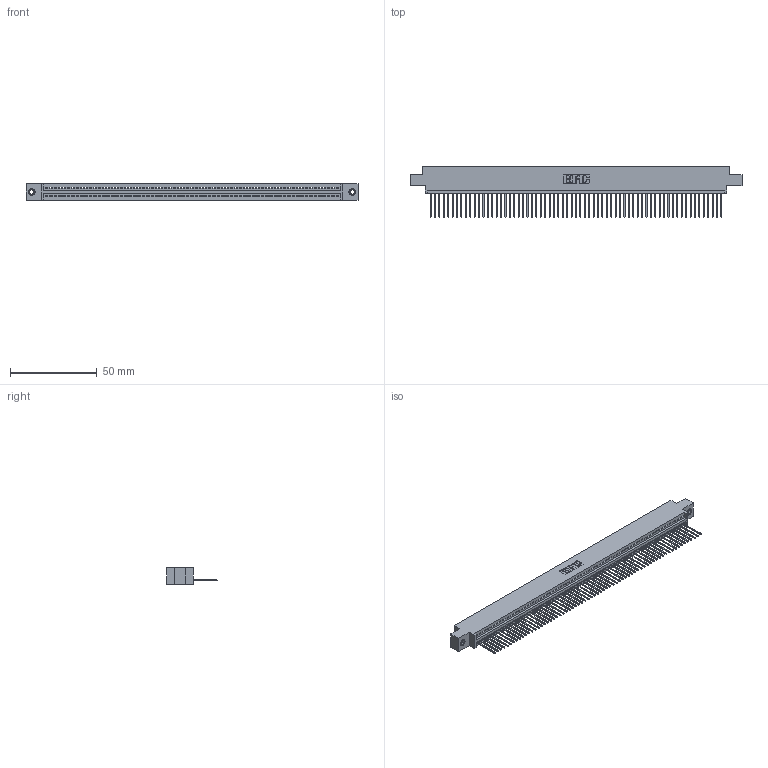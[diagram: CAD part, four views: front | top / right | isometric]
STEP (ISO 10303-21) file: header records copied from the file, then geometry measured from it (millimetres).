
FILE_DESCRIPTION (( 'STEP AP203' ), '1' );
FILE_NAME ('345-067-540-607.STEP', '2019-10-12T01:54:30', ( '' ), ( '' ), 'SwSTEP 2.0', 'SolidWorks 2016', '' );
FILE_SCHEMA (( 'CONFIG_CONTROL_DESIGN' ));
Length unit declared in the file: inch
Products named in the file (4): 345 Part_0.170 Offset - 0.156 Dia-TI; 345-250-001_345-250-005-103; 345-292-001_345-293-140; 345-067-540-607
Assembly tree (70 placements, depth 2):
  345-067-540-607
    345 Part_0.170 Offset - 0.156 Dia-TI
    345-292-001_345-293-140  x67
    345-250-001_345-250-005-103  x2
Bounding box: 191.39 x 29.13 x 9.4 mm (x, y, z)
Volume: 18346.9 mm3; surface area: 25533.1 mm2
Topology: 70 solids, 70 shells, 4076 faces, 12281 edges, 8090 vertices
Faces by surface type: plane 2796, cylinder 1264, cone 12, torus 4
Entity records: 48396 total; most frequent: CARTESIAN_POINT 8364, ORIENTED_EDGE 8358, DIRECTION 7295, EDGE_CURVE 4179, VECTOR 3759, LINE 3759, VERTEX_POINT 2780, AXIS2_PLACEMENT_3D 1768
